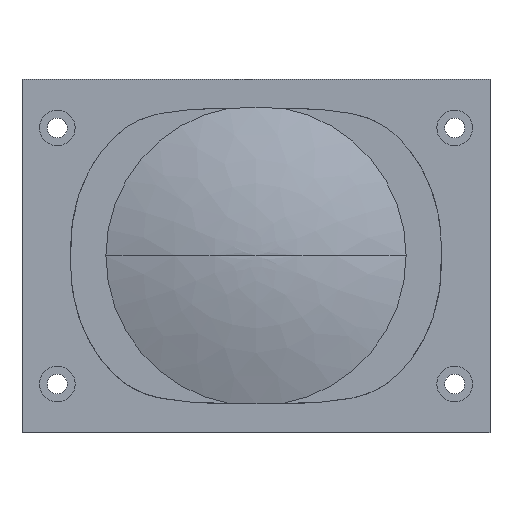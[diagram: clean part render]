
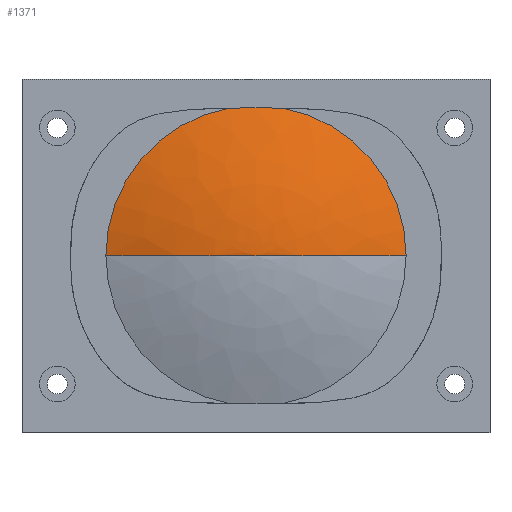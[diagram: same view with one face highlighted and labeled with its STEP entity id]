
A CAD part, top view. The second image highlights one B-rep face of the part: STEP entity #1371.
In plain terms, the highlighted free-form (B-spline) face has degree [3, 3] with [4, 4] control points.
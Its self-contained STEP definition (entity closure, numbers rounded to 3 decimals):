
#21 = FACE_OUTER_BOUND ( 'NONE', #2591, .T. ) ;
#32 = CARTESIAN_POINT ( 'NONE',  ( -33.998, 0., 14.456 ) ) ;
#35 = CARTESIAN_POINT ( 'NONE',  ( -33.998, 67.997, 14.456 ) ) ;
#37 = CARTESIAN_POINT ( 'NONE',  ( 33.998, 67.997, 14.456 ) ) ;
#38 = CARTESIAN_POINT ( 'NONE',  ( 33.998, 0., 14.456 ) ) ;
#42 = CARTESIAN_POINT ( 'NONE',  ( -20.982, 0., 18.77 ) ) ;
#51 = CARTESIAN_POINT ( 'NONE',  ( -20.982, 41.964, 18.77 ) ) ;
#52 = CARTESIAN_POINT ( 'NONE',  ( 20.982, 41.964, 18.77 ) ) ;
#56 = CARTESIAN_POINT ( 'NONE',  ( 20.982, 0., 18.77 ) ) ;
#58 = CARTESIAN_POINT ( 'NONE',  ( 5.983, 33.468, 14.456 ) ) ;
#62 = CARTESIAN_POINT ( 'NONE',  ( -11.556, 0., 21. ) ) ;
#68 = CARTESIAN_POINT ( 'NONE',  ( -11.556, 23.111, 21. ) ) ;
#74 = CARTESIAN_POINT ( 'NONE',  ( 11.556, 23.111, 21. ) ) ;
#78 = CARTESIAN_POINT ( 'NONE',  ( 11.556, 0., 21. ) ) ;
#81 = CARTESIAN_POINT ( 'NONE',  ( 0., 0., 21. ) ) ;
#86 = CARTESIAN_POINT ( 'NONE',  ( 0., 0., 21. ) ) ;
#89 = CARTESIAN_POINT ( 'NONE',  ( 0., 0., 21. ) ) ;
#94 = CARTESIAN_POINT ( 'NONE',  ( -5.983, 33.468, 14.456 ) ) ;
#99 = CARTESIAN_POINT ( 'NONE',  ( 0., 0., 21. ) ) ;
#288 = CIRCLE ( 'NONE', #642, 33.998 ) ;
#421 = EDGE_CURVE ( 'NONE', #730, #651, #1271, .T. ) ;
#550 = CARTESIAN_POINT ( 'NONE',  ( 0., 33.5, 14.621 ) ) ;
#642 = AXIS2_PLACEMENT_3D ( 'NONE', #2049, #2078, #2145 ) ;
#651 = VERTEX_POINT ( 'NONE', #1169 ) ;
#730 = VERTEX_POINT ( 'NONE', #1240 ) ;
#769 = ORIENTED_EDGE ( 'NONE', *, *, #2256, .F. ) ;
#851 = CARTESIAN_POINT ( 'NONE',  ( -33.998, 0., 14.456 ) ) ;
#853 = CARTESIAN_POINT ( 'NONE',  ( -20.982, 0., 18.77 ) ) ;
#858 = CARTESIAN_POINT ( 'NONE',  ( -11.556, 0., 21. ) ) ;
#859 = CARTESIAN_POINT ( 'NONE',  ( 0., 0., 21. ) ) ;
#928 = CARTESIAN_POINT ( 'NONE',  ( 0., 0., 14.456 ) ) ;
#929 = DIRECTION ( 'NONE',  ( 0., 0., -1. ) ) ;
#944 = DIRECTION ( 'NONE',  ( -1., 0., 0. ) ) ;
#979 = EDGE_CURVE ( 'NONE', #987, #651, #2034, .T. ) ;
#987 = VERTEX_POINT ( 'NONE', #2164 ) ;
#1169 = CARTESIAN_POINT ( 'NONE',  ( 0., 0., 21. ) ) ;
#1173 = CARTESIAN_POINT ( 'NONE',  ( -3.99, 33.496, 14.563 ) ) ;
#1205 = AXIS2_PLACEMENT_3D ( 'NONE', #928, #929, #944 ) ;
#1240 = CARTESIAN_POINT ( 'NONE',  ( -33.998, 0., 14.456 ) ) ;
#1250 = CARTESIAN_POINT ( 'NONE',  ( 1.996, 33.503, 14.62 ) ) ;
#1251 = ORIENTED_EDGE ( 'NONE', *, *, #979, .F. ) ;
#1271 = B_SPLINE_CURVE_WITH_KNOTS ( 'NONE', 3,
 ( #851, #853, #858, #859 ),
 .UNSPECIFIED., .F., .F.,
 ( 4, 4 ),
 ( 0.047, 1. ),
 .UNSPECIFIED. ) ;
#1278 = ORIENTED_EDGE ( 'NONE', *, *, #1787, .F. ) ;
#1371 = ADVANCED_FACE ( 'NONE', ( #21 ), #1680, .T. ) ;
#1493 = ORIENTED_EDGE ( 'NONE', *, *, #2294, .F. ) ;
#1615 = VERTEX_POINT ( 'NONE', #550 ) ;
#1618 = B_SPLINE_CURVE_WITH_KNOTS ( 'NONE', 3,
 ( #2047, #1173, #2645, #1798 ),
 .UNSPECIFIED., .F., .F.,
 ( 4, 4 ),
 ( 0., 0.006 ),
 .UNSPECIFIED. ) ;
#1680 =( BOUNDED_SURFACE ( )  B_SPLINE_SURFACE ( 3, 3, ( 
 ( #32, #35, #37, #38 ),
 ( #42, #51, #52, #56 ),
 ( #62, #68, #74, #78 ),
 ( #81, #86, #89, #99 ) ),
 .UNSPECIFIED., .F., .F., .T. ) 
 B_SPLINE_SURFACE_WITH_KNOTS ( ( 4, 4 ),
 ( 4, 4 ),
 ( 0.047, 1. ),
 ( 0., 1. ),
 .UNSPECIFIED. ) 
 GEOMETRIC_REPRESENTATION_ITEM ( )  RATIONAL_B_SPLINE_SURFACE ( (
 ( 1., 0.333, 0.333, 1.),
 ( 1., 0.333, 0.333, 1.),
 ( 1., 0.333, 0.333, 1.),
 ( 1., 0.333, 0.333, 1.) ) ) 
 REPRESENTATION_ITEM ( '' )  SURFACE ( )  );
#1703 = CARTESIAN_POINT ( 'NONE',  ( 3.99, 33.496, 14.563 ) ) ;
#1787 = EDGE_CURVE ( 'NONE', #1615, #2229, #1791, .T. ) ;
#1791 = B_SPLINE_CURVE_WITH_KNOTS ( 'NONE', 3,
 ( #2204, #1250, #1703, #58 ),
 .UNSPECIFIED., .F., .F.,
 ( 4, 4 ),
 ( 0., 0.006 ),
 .UNSPECIFIED. ) ;
#1798 = CARTESIAN_POINT ( 'NONE',  ( 0., 33.5, 14.621 ) ) ;
#2034 = B_SPLINE_CURVE_WITH_KNOTS ( 'NONE', 3,
 ( #2166, #2168, #2171, #2179 ),
 .UNSPECIFIED., .F., .F.,
 ( 4, 4 ),
 ( 0.047, 1. ),
 .UNSPECIFIED. ) ;
#2037 = ORIENTED_EDGE ( 'NONE', *, *, #2504, .F. ) ;
#2047 = CARTESIAN_POINT ( 'NONE',  ( -5.983, 33.468, 14.456 ) ) ;
#2049 = CARTESIAN_POINT ( 'NONE',  ( 0., 0., 14.456 ) ) ;
#2078 = DIRECTION ( 'NONE',  ( 0., 0., -1. ) ) ;
#2145 = DIRECTION ( 'NONE',  ( -1., 0., 0. ) ) ;
#2164 = CARTESIAN_POINT ( 'NONE',  ( 33.998, 0., 14.456 ) ) ;
#2166 = CARTESIAN_POINT ( 'NONE',  ( 33.998, 0., 14.456 ) ) ;
#2168 = CARTESIAN_POINT ( 'NONE',  ( 20.982, 0., 18.77 ) ) ;
#2171 = CARTESIAN_POINT ( 'NONE',  ( 11.556, 0., 21. ) ) ;
#2179 = CARTESIAN_POINT ( 'NONE',  ( 0., 0., 21. ) ) ;
#2197 = ORIENTED_EDGE ( 'NONE', *, *, #421, .T. ) ;
#2204 = CARTESIAN_POINT ( 'NONE',  ( 0., 33.5, 14.621 ) ) ;
#2229 = VERTEX_POINT ( 'NONE', #2758 ) ;
#2256 = EDGE_CURVE ( 'NONE', #2271, #1615, #1618, .T. ) ;
#2271 = VERTEX_POINT ( 'NONE', #94 ) ;
#2294 = EDGE_CURVE ( 'NONE', #2229, #987, #288, .T. ) ;
#2426 = CIRCLE ( 'NONE', #1205, 33.998 ) ;
#2504 = EDGE_CURVE ( 'NONE', #730, #2271, #2426, .T. ) ;
#2591 = EDGE_LOOP ( 'NONE', ( #2037, #2197, #1251, #1493, #1278, #769 ) ) ;
#2645 = CARTESIAN_POINT ( 'NONE',  ( -1.996, 33.503, 14.62 ) ) ;
#2758 = CARTESIAN_POINT ( 'NONE',  ( 5.983, 33.468, 14.456 ) ) ;
